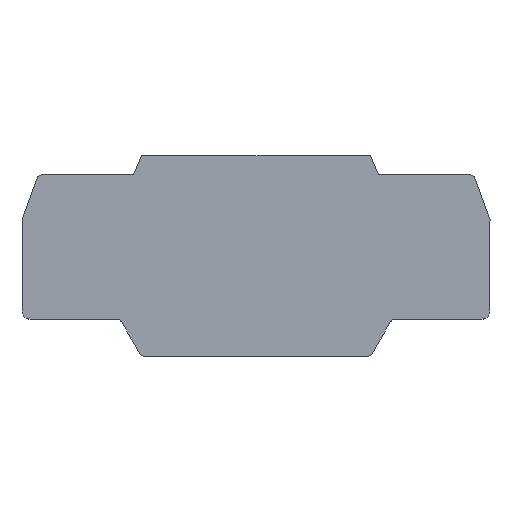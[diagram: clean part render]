
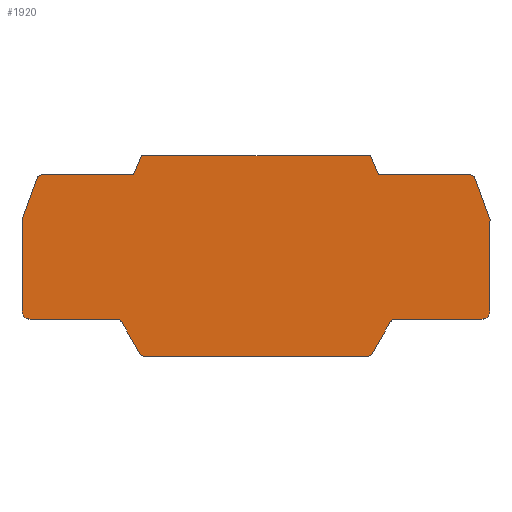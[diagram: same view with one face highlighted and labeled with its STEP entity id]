
A CAD part, top view. The second image highlights one B-rep face of the part: STEP entity #1920.
In plain terms, the highlighted planar face has unit normal (0, 0, 1).
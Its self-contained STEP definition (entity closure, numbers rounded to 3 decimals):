
#10=CARTESIAN_POINT('',(0.,0.,1.5));
#20=DIRECTION('',(0.,0.,1.));
#30=DIRECTION('',(1.,0.,0.));
#40=AXIS2_PLACEMENT_3D('',#10,#20,#30);
#50=PLANE('',#40);
#60=CARTESIAN_POINT('',(-20.497,1.2,1.5));
#70=DIRECTION('',(0.,0.,1.));
#80=DIRECTION('',(1.,0.,0.));
#90=AXIS2_PLACEMENT_3D('',#60,#70,#80);
#100=CIRCLE('',#90,1.);
#110=CARTESIAN_POINT('',(-21.363,0.7,1.5));
#120=VERTEX_POINT('',#110);
#130=CARTESIAN_POINT('',(-20.497,0.2,1.5));
#140=VERTEX_POINT('',#130);
#150=EDGE_CURVE('',#120,#140,#100,.T.);
#160=ORIENTED_EDGE('',*,*,#150,.T.);
#170=CARTESIAN_POINT('',(-20.959,0.,1.5));
#180=DIRECTION('',(-0.5,0.866,0.));
#190=VECTOR('',#180,1.);
#200=LINE('',#170,#190);
#210=CARTESIAN_POINT('',(-24.711,6.5,1.5));
#220=VERTEX_POINT('',#210);
#230=EDGE_CURVE('',#120,#220,#200,.T.);
#240=ORIENTED_EDGE('',*,*,#230,.F.);
#250=CARTESIAN_POINT('',(-25.577,6.,1.5));
#260=DIRECTION('',(0.,0.,1.));
#270=DIRECTION('',(0.,1.,0.));
#280=AXIS2_PLACEMENT_3D('',#250,#260,#270);
#290=CIRCLE('',#280,1.);
#300=CARTESIAN_POINT('',(-25.577,7.,1.5));
#310=VERTEX_POINT('',#300);
#320=EDGE_CURVE('',#220,#310,#290,.T.);
#330=ORIENTED_EDGE('',*,*,#320,.F.);
#340=CARTESIAN_POINT('',(0.,7.,1.5));
#350=DIRECTION('',(-1.,0.,0.));
#360=VECTOR('',#350,1.);
#370=LINE('',#340,#360);
#380=CARTESIAN_POINT('',(-41.5,7.,1.5));
#390=VERTEX_POINT('',#380);
#400=EDGE_CURVE('',#310,#390,#370,.T.);
#410=ORIENTED_EDGE('',*,*,#400,.F.);
#420=CARTESIAN_POINT('',(-41.5,8.5,1.5));
#430=DIRECTION('',(0.,0.,1.));
#440=DIRECTION('',(1.,0.,0.));
#450=AXIS2_PLACEMENT_3D('',#420,#430,#440);
#460=CIRCLE('',#450,1.5);
#470=CARTESIAN_POINT('',(-43.,8.5,1.5));
#480=VERTEX_POINT('',#470);
#490=EDGE_CURVE('',#480,#390,#460,.T.);
#500=ORIENTED_EDGE('',*,*,#490,.T.);
#510=CARTESIAN_POINT('',(-43.,0.,1.5));
#520=DIRECTION('',(0.,1.,0.));
#530=VECTOR('',#520,1.);
#540=LINE('',#510,#530);
#550=CARTESIAN_POINT('',(-43.,25.258,1.5));
#560=VERTEX_POINT('',#550);
#570=EDGE_CURVE('',#480,#560,#540,.T.);
#580=ORIENTED_EDGE('',*,*,#570,.F.);
#590=CARTESIAN_POINT('',(-52.193,0.,1.5));
#600=DIRECTION('',(0.342,0.94,0.));
#610=VECTOR('',#600,1.);
#620=LINE('',#590,#610);
#630=CARTESIAN_POINT('',(-40.239,32.842,1.5));
#640=VERTEX_POINT('',#630);
#650=EDGE_CURVE('',#560,#640,#620,.T.);
#660=ORIENTED_EDGE('',*,*,#650,.F.);
#670=CARTESIAN_POINT('',(-39.3,32.5,1.5));
#680=DIRECTION('',(0.,0.,1.));
#690=DIRECTION('',(1.,0.,0.));
#700=AXIS2_PLACEMENT_3D('',#670,#680,#690);
#710=CIRCLE('',#700,1.);
#720=CARTESIAN_POINT('',(-39.3,33.5,1.5));
#730=VERTEX_POINT('',#720);
#740=EDGE_CURVE('',#730,#640,#710,.T.);
#750=ORIENTED_EDGE('',*,*,#740,.T.);
#760=CARTESIAN_POINT('',(0.,33.5,1.5));
#770=DIRECTION('',(1.,0.,0.));
#780=VECTOR('',#770,1.);
#790=LINE('',#760,#780);
#800=CARTESIAN_POINT('',(-22.5,33.5,1.5));
#810=VERTEX_POINT('',#800);
#820=EDGE_CURVE('',#730,#810,#790,.T.);
#830=ORIENTED_EDGE('',*,*,#820,.F.);
#840=CARTESIAN_POINT('',(-36.72,0.,1.5));
#850=DIRECTION('',(0.391,0.921,0.));
#860=VECTOR('',#850,1.);
#870=LINE('',#840,#860);
#880=CARTESIAN_POINT('',(-21.014,37.,1.5));
#890=VERTEX_POINT('',#880);
#900=EDGE_CURVE('',#810,#890,#870,.T.);
#910=ORIENTED_EDGE('',*,*,#900,.F.);
#920=CARTESIAN_POINT('',(0.,37.,1.5));
#930=DIRECTION('',(1.,0.,0.));
#940=VECTOR('',#930,1.);
#950=LINE('',#920,#940);
#960=CARTESIAN_POINT('',(21.014,37.,1.5));
#970=VERTEX_POINT('',#960);
#980=EDGE_CURVE('',#890,#970,#950,.T.);
#990=ORIENTED_EDGE('',*,*,#980,.F.);
#1000=CARTESIAN_POINT('',(36.72,0.,1.5));
#1010=DIRECTION('',(0.391,-0.921,0.));
#1020=VECTOR('',#1010,1.);
#1030=LINE('',#1000,#1020);
#1040=CARTESIAN_POINT('',(22.5,33.5,1.5));
#1050=VERTEX_POINT('',#1040);
#1060=EDGE_CURVE('',#970,#1050,#1030,.T.);
#1070=ORIENTED_EDGE('',*,*,#1060,.F.);
#1080=CARTESIAN_POINT('',(0.,33.5,1.5));
#1090=DIRECTION('',(1.,0.,0.));
#1100=VECTOR('',#1090,1.);
#1110=LINE('',#1080,#1100);
#1120=CARTESIAN_POINT('',(39.3,33.5,1.5));
#1130=VERTEX_POINT('',#1120);
#1140=EDGE_CURVE('',#1050,#1130,#1110,.T.);
#1150=ORIENTED_EDGE('',*,*,#1140,.F.);
#1160=CARTESIAN_POINT('',(39.3,32.5,1.5));
#1170=DIRECTION('',(0.,0.,1.));
#1180=DIRECTION('',(1.,0.,0.));
#1190=AXIS2_PLACEMENT_3D('',#1160,#1170,#1180);
#1200=CIRCLE('',#1190,1.);
#1210=CARTESIAN_POINT('',(40.239,32.842,1.5));
#1220=VERTEX_POINT('',#1210);
#1230=EDGE_CURVE('',#1220,#1130,#1200,.T.);
#1240=ORIENTED_EDGE('',*,*,#1230,.T.);
#1250=CARTESIAN_POINT('',(52.193,0.,1.5));
#1260=DIRECTION('',(0.342,-0.94,0.));
#1270=VECTOR('',#1260,1.);
#1280=LINE('',#1250,#1270);
#1290=CARTESIAN_POINT('',(43.,25.258,1.5));
#1300=VERTEX_POINT('',#1290);
#1310=EDGE_CURVE('',#1220,#1300,#1280,.T.);
#1320=ORIENTED_EDGE('',*,*,#1310,.F.);
#1330=CARTESIAN_POINT('',(43.,0.,1.5));
#1340=DIRECTION('',(0.,-1.,0.));
#1350=VECTOR('',#1340,1.);
#1360=LINE('',#1330,#1350);
#1370=CARTESIAN_POINT('',(43.,8.5,1.5));
#1380=VERTEX_POINT('',#1370);
#1390=EDGE_CURVE('',#1300,#1380,#1360,.T.);
#1400=ORIENTED_EDGE('',*,*,#1390,.F.);
#1410=CARTESIAN_POINT('',(41.5,8.5,1.5));
#1420=DIRECTION('',(0.,0.,-1.));
#1430=DIRECTION('',(0.,-1.,0.));
#1440=AXIS2_PLACEMENT_3D('',#1410,#1420,#1430);
#1450=CIRCLE('',#1440,1.5);
#1460=CARTESIAN_POINT('',(41.5,7.,1.5));
#1470=VERTEX_POINT('',#1460);
#1480=EDGE_CURVE('',#1380,#1470,#1450,.T.);
#1490=ORIENTED_EDGE('',*,*,#1480,.F.);
#1500=CARTESIAN_POINT('',(0.,7.,1.5));
#1510=DIRECTION('',(-1.,0.,0.));
#1520=VECTOR('',#1510,1.);
#1530=LINE('',#1500,#1520);
#1540=CARTESIAN_POINT('',(25.577,7.,1.5));
#1550=VERTEX_POINT('',#1540);
#1560=EDGE_CURVE('',#1470,#1550,#1530,.T.);
#1570=ORIENTED_EDGE('',*,*,#1560,.F.);
#1580=CARTESIAN_POINT('',(25.577,6.,1.5));
#1590=DIRECTION('',(0.,0.,-1.));
#1600=DIRECTION('',(0.,1.,0.));
#1610=AXIS2_PLACEMENT_3D('',#1580,#1590,#1600);
#1620=CIRCLE('',#1610,1.);
#1630=CARTESIAN_POINT('',(24.711,6.5,1.5));
#1640=VERTEX_POINT('',#1630);
#1650=EDGE_CURVE('',#1640,#1550,#1620,.T.);
#1660=ORIENTED_EDGE('',*,*,#1650,.T.);
#1670=CARTESIAN_POINT('',(20.959,0.,1.5));
#1680=DIRECTION('',(0.5,0.866,0.));
#1690=VECTOR('',#1680,1.);
#1700=LINE('',#1670,#1690);
#1710=CARTESIAN_POINT('',(21.363,0.7,1.5));
#1720=VERTEX_POINT('',#1710);
#1730=EDGE_CURVE('',#1720,#1640,#1700,.T.);
#1740=ORIENTED_EDGE('',*,*,#1730,.T.);
#1750=CARTESIAN_POINT('',(20.497,1.2,1.5));
#1760=DIRECTION('',(0.,0.,1.));
#1770=DIRECTION('',(1.,0.,0.));
#1780=AXIS2_PLACEMENT_3D('',#1750,#1760,#1770);
#1790=CIRCLE('',#1780,1.);
#1800=CARTESIAN_POINT('',(20.497,0.2,1.5));
#1810=VERTEX_POINT('',#1800);
#1820=EDGE_CURVE('',#1810,#1720,#1790,.T.);
#1830=ORIENTED_EDGE('',*,*,#1820,.T.);
#1840=CARTESIAN_POINT('',(0.,0.2,1.5));
#1850=DIRECTION('',(-1.,0.,0.));
#1860=VECTOR('',#1850,1.);
#1870=LINE('',#1840,#1860);
#1880=EDGE_CURVE('',#1810,#140,#1870,.T.);
#1890=ORIENTED_EDGE('',*,*,#1880,.F.);
#1900=EDGE_LOOP('',(#1890,#1830,#1740,#1660,#1570,#1490,#1400,#1320,
#1240,#1150,#1070,#990,#910,#830,#750,#660,#580,#500,#410,#330,#240,#160
));
#1910=FACE_OUTER_BOUND('',#1900,.T.);
#1920=ADVANCED_FACE('',(#1910),#50,.T.);
